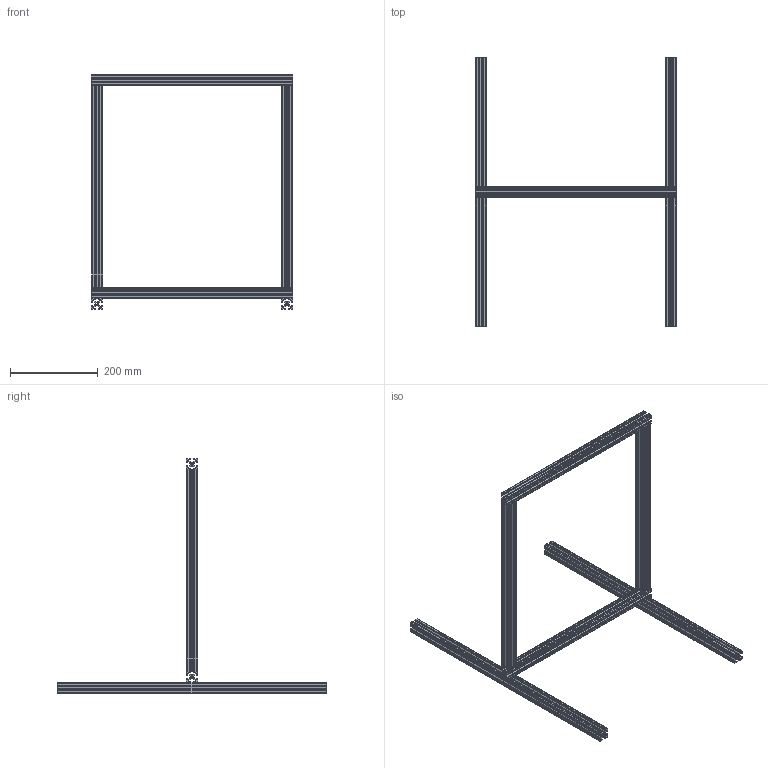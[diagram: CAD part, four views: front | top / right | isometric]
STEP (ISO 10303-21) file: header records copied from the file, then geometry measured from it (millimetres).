
FILE_DESCRIPTION(/* description */ ('','CAx-IF Rec.Pracs.---Representation and Presentation of Product Manufacturing Information (PMI)---4.0---2014-10-13'),/* implementation_level */ '2;1');
FILE_NAME(/* name */ 'Frame.step',/* time_stamp */ '2025-02-13T23:47:43-06:00',/* author */ (''),/* organization */ (''),/* preprocessor_version */ 'ST-DEVELOPER v20',/* originating_system */ 'Autodesk Translation Framework v13.20.0.188',/* authorisation */ '');
FILE_SCHEMA (('AP242_MANAGED_MODEL_BASED_3D_ENGINEERING_MIM_LF { 1 0 10303 442 1 1 4 }'));
Length unit declared in the file: millimetre
Products named in the file (3): Configuration 1; 47065T554_T-Slotted Framing; 47065T209_T-Slotted Framing
Assembly tree (6 placements, depth 2):
  Configuration 1
    47065T554_T-Slotted Framing  x4
    47065T209_T-Slotted Framing  x2
Bounding box: 457.9 x 609.6 x 533.9 mm (x, y, z)
Volume: 858414.6 mm3; surface area: 680554 mm2
Topology: 6 solids, 6 shells, 594 faces, 1746 edges, 1164 vertices
Faces by surface type: cylinder 318, plane 276
Full cylindrical faces by diameter (mm): 5.207 x6
Entity records: 6783 total; most frequent: DIRECTION 1208, CARTESIAN_POINT 1177, ORIENTED_EDGE 1164, EDGE_CURVE 582, AXIS2_PLACEMENT_3D 419, VERTEX_POINT 388, LINE 370, VECTOR 370
